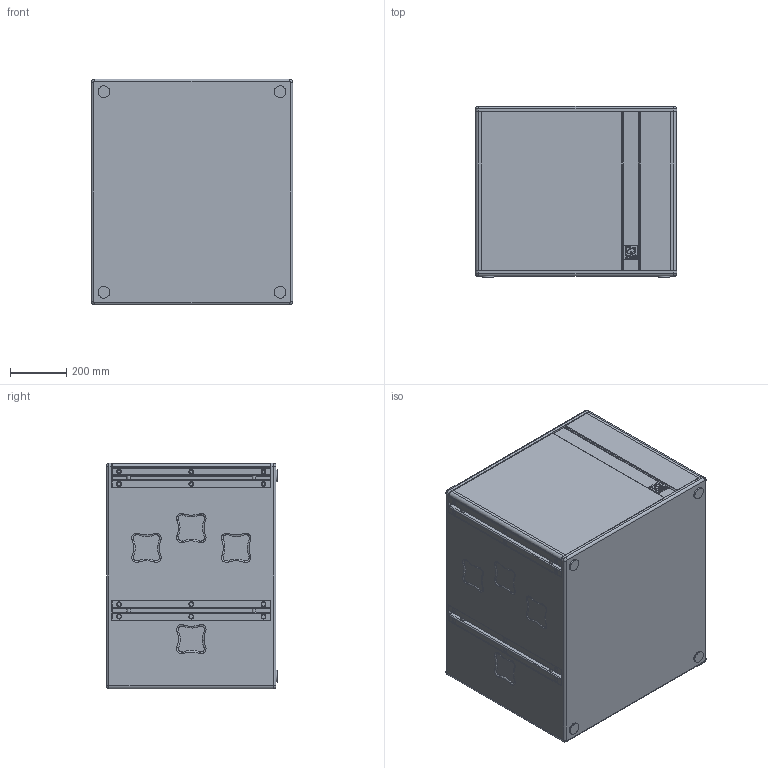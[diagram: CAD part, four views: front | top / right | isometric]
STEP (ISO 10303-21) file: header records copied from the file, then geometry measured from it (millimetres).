
FILE_DESCRIPTION(/* description */ (''),/* implementation_level */ '2;1');
FILE_NAME(/* name */ 'AUDAC-FX1.18.stp',/* time_stamp */ '2021-04-12T10:50:11+02:00',/* author */ ('kamiel'),/* organization */ (''),/* preprocessor_version */ 'ST-DEVELOPER v18.1',/* originating_system */ 'Autodesk Inventor 2021',/* authorisation */ '');
FILE_SCHEMA (('AUTOMOTIVE_DESIGN { 1 0 10303 214 3 1 1 }'));
Length unit declared in the file: millimetre
Products named in the file (1): AUDAC-FX1.18
Bounding box: 714 x 605 x 800 mm (x, y, z)
Volume: 340156837.7 mm3; surface area: 3166900.2 mm2
Topology: 1 solids, 4 shells, 781 faces, 1931 edges, 1243 vertices
Faces by surface type: plane 474, cylinder 144, torus 72, cone 66, bspline 25
Full cylindrical faces by diameter (mm): 7 x30, 12 x8, 14 x3, 15.24 x12, 42 x4
Entity records: 26031 total; most frequent: CARTESIAN_POINT 6541, DIRECTION 3901, ORIENTED_EDGE 3862, EDGE_CURVE 1931, AXIS2_PLACEMENT_3D 1311, LINE 1279, VECTOR 1279, VERTEX_POINT 1243
